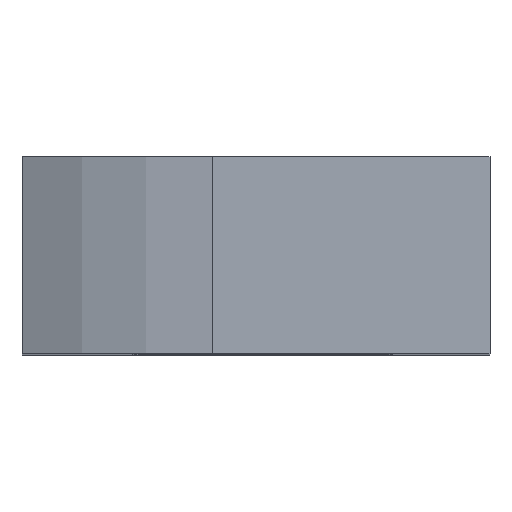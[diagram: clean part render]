
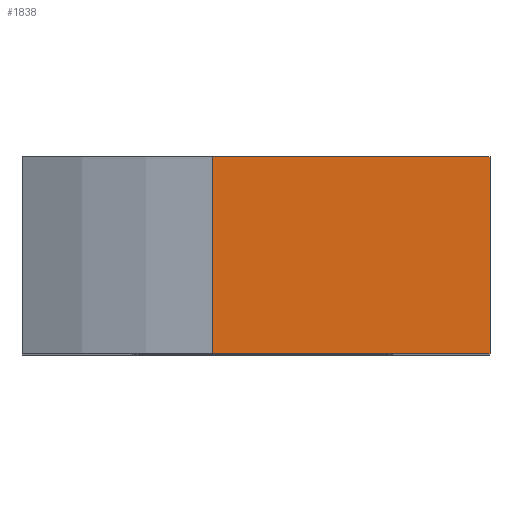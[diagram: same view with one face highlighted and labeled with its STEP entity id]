
A CAD part, top view. The second image highlights one B-rep face of the part: STEP entity #1838.
In plain terms, the highlighted planar face has unit normal (0, 0, 1).
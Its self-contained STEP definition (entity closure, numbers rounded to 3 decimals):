
#55 = CARTESIAN_POINT ( 'NONE',  ( -1.772, 8., 17. ) ) ;
#62 = LINE ( 'NONE', #3982, #1763 ) ;
#204 = LINE ( 'NONE', #3767, #1671 ) ;
#610 = EDGE_CURVE ( 'NONE', #1911, #866, #1133, .T. ) ;
#866 = VERTEX_POINT ( 'NONE', #2304 ) ;
#996 = CARTESIAN_POINT ( 'NONE',  ( -1.772, 8., 17. ) ) ;
#1003 = DIRECTION ( 'NONE',  ( 0., -1., 0. ) ) ;
#1100 = CARTESIAN_POINT ( 'NONE',  ( 9.5, 8., 17. ) ) ;
#1133 = LINE ( 'NONE', #55, #1578 ) ;
#1297 = ORIENTED_EDGE ( 'NONE', *, *, #1460, .T. ) ;
#1330 = LINE ( 'NONE', #2772, #1851 ) ;
#1460 = EDGE_CURVE ( 'NONE', #866, #2931, #204, .T. ) ;
#1488 = DIRECTION ( 'NONE',  ( 1., 0., 0. ) ) ;
#1578 = VECTOR ( 'NONE', #4323, 1000. ) ;
#1671 = VECTOR ( 'NONE', #4550, 1000. ) ;
#1763 = VECTOR ( 'NONE', #1488, 1000. ) ;
#1838 = ADVANCED_FACE ( 'NONE', ( #3050 ), #2411, .F. ) ;
#1851 = VECTOR ( 'NONE', #1003, 1000. ) ;
#1911 = VERTEX_POINT ( 'NONE', #996 ) ;
#2061 = DIRECTION ( 'NONE',  ( 0., 0., -1. ) ) ;
#2130 = VERTEX_POINT ( 'NONE', #1100 ) ;
#2152 = ORIENTED_EDGE ( 'NONE', *, *, #610, .T. ) ;
#2304 = CARTESIAN_POINT ( 'NONE',  ( -1.772, 0., 17. ) ) ;
#2392 = ORIENTED_EDGE ( 'NONE', *, *, #3881, .F. ) ;
#2411 = PLANE ( 'NONE',  #4283 ) ;
#2570 = CARTESIAN_POINT ( 'NONE',  ( 9.5, 0., 17. ) ) ;
#2772 = CARTESIAN_POINT ( 'NONE',  ( 9.5, 8., 17. ) ) ;
#2802 = EDGE_LOOP ( 'NONE', ( #1297, #2392, #4492, #2152 ) ) ;
#2931 = VERTEX_POINT ( 'NONE', #2570 ) ;
#3050 = FACE_OUTER_BOUND ( 'NONE', #2802, .T. ) ;
#3411 = EDGE_CURVE ( 'NONE', #1911, #2130, #62, .T. ) ;
#3416 = DIRECTION ( 'NONE',  ( -1., 0., 0. ) ) ;
#3767 = CARTESIAN_POINT ( 'NONE',  ( 0., 0., 17. ) ) ;
#3881 = EDGE_CURVE ( 'NONE', #2130, #2931, #1330, .T. ) ;
#3982 = CARTESIAN_POINT ( 'NONE',  ( 0., 8., 17. ) ) ;
#4283 = AXIS2_PLACEMENT_3D ( 'NONE', #4627, #2061, #3416 ) ;
#4323 = DIRECTION ( 'NONE',  ( 0., -1., 0. ) ) ;
#4492 = ORIENTED_EDGE ( 'NONE', *, *, #3411, .F. ) ;
#4550 = DIRECTION ( 'NONE',  ( 1., 0., 0. ) ) ;
#4627 = CARTESIAN_POINT ( 'NONE',  ( 0., 8., 17. ) ) ;
